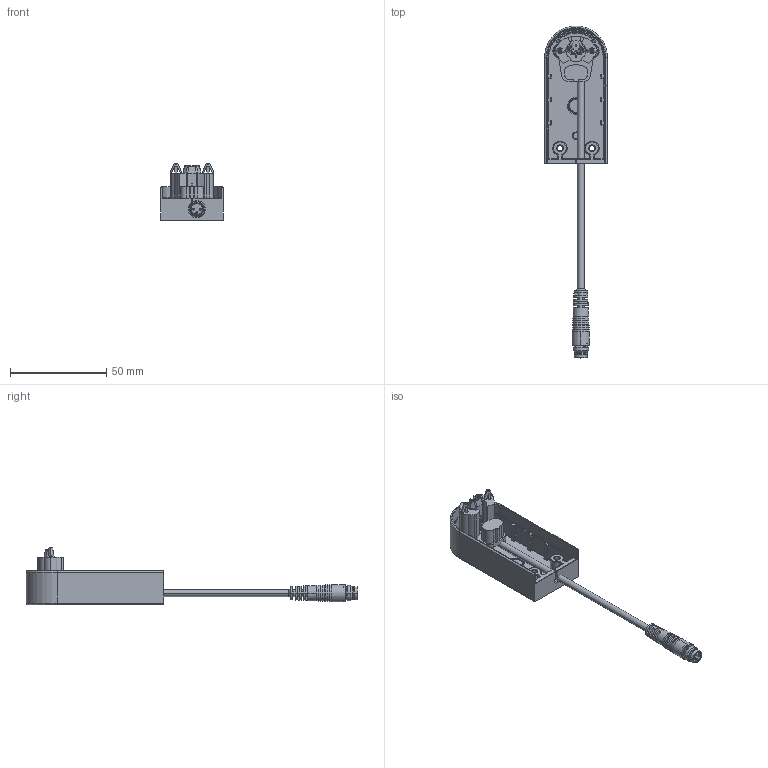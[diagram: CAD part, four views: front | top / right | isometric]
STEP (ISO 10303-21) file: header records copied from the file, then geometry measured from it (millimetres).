
FILE_DESCRIPTION (( 'STEP AP203' ), '1' );
FILE_NAME ('1804-3990_Default.step', '2022-02-03T14:51:55', ( 'Windows User' ), ( '' ), 'SwSTEP 2.0', 'SolidWorks 2021', '' );
FILE_SCHEMA (( 'CONFIG_CONTROL_DESIGN' ));
Length unit declared in the file: millimetre
Products named in the file (1): 1804-3990_Default
Bounding box: 32.6 x 172.2 x 30 mm (x, y, z)
Volume: 17606.4 mm3; surface area: 20257.3 mm2
Topology: 15 solids, 15 shells, 1027 faces, 2491 edges, 1464 vertices
Faces by surface type: cylinder 433, bspline 265, plane 255, cone 74
Entity records: 39649 total; most frequent: CARTESIAN_POINT 17273, ORIENTED_EDGE 4850, DIRECTION 4553, EDGE_CURVE 2425, AXIS2_PLACEMENT_3D 1811, VERTEX_POINT 1464, EDGE_LOOP 1097, CIRCLE 1048
